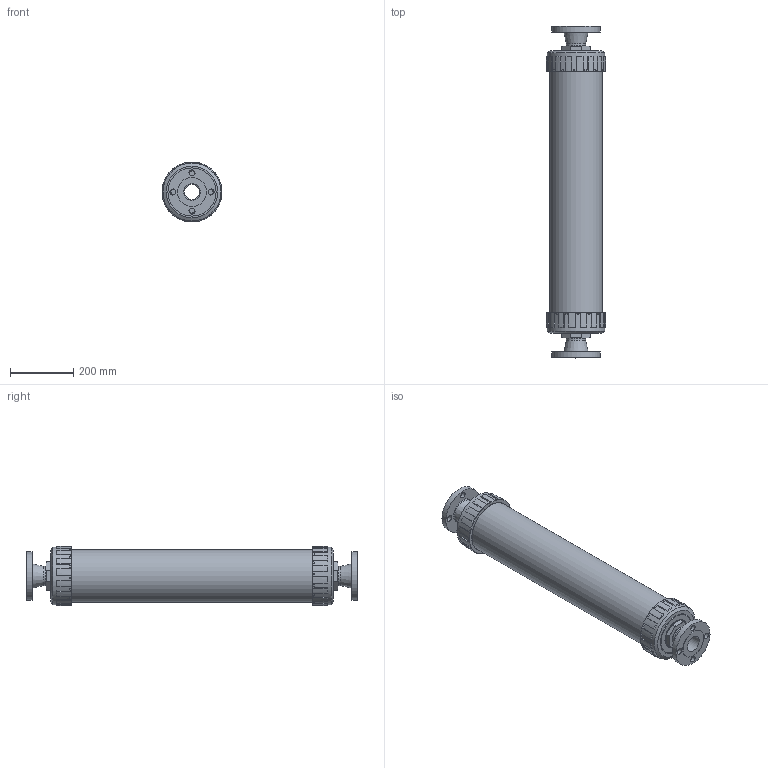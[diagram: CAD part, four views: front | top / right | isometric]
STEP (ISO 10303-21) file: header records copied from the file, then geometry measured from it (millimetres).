
FILE_DESCRIPTION((''),'2;1');
FILE_NAME('CVG-10000-SS-20F_R0.stp','2021-11-26T14:26:15',('Engineering'),(''),'Autodesk Inventor 2009','Autodesk Inventor 2009','');
FILE_SCHEMA(('AUTOMOTIVE_DESIGN { 1 0 10303 214 1 1 1 1 }'));
Length unit declared in the file: inch
Products named in the file (1): Part1
Bounding box: 189.04 x 1050.56 x 189.04 mm (x, y, z)
Volume: 2087022.1 mm3; surface area: 2073953.3 mm2
Topology: 3 solids, 4 shells, 385 faces, 977 edges, 622 vertices
Faces by surface type: plane 140, cylinder 97, cone 96, bspline 32, torus 20
Full cylindrical faces by diameter (mm): 19.05 x8, 48.26 x2, 52.502 x2, 56.356 x2, 60.325 x2, 91.948 x2, 126.492 x2, 132.994 x2, 134.62 x2, 135 x1, 136.8 x2, 145 x1, 146.304 x4, 151.638 x4, 152.4 x5, 158.75 x2, 165 x19, 165.1 x1, 166 x22, 182.9 x2, 189.1 x2
Entity records: 22568 total; most frequent: CARTESIAN_POINT 14867, ORIENTED_EDGE 1452, DIRECTION 1440, EDGE_CURVE 726, AXIS2_PLACEMENT_3D 605, VERTEX_POINT 522, EDGE_LOOP 506, STYLED_ITEM 348
